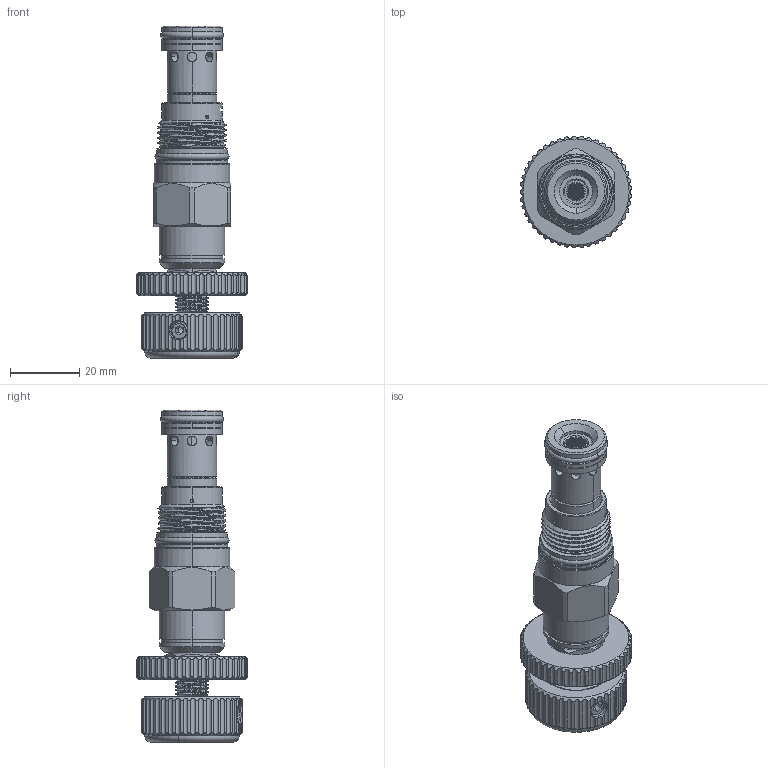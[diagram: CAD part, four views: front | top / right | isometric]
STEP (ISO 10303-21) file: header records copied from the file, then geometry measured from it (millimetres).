
FILE_DESCRIPTION (( 'STEP AP203' ), '1' );
FILE_NAME ('RQ10A20-K.STEP', '2020-03-24T02:05:13', ( '' ), ( '' ), 'SwSTEP 2.0', 'SolidWorks 2018', '' );
FILE_SCHEMA (( 'CONFIG_CONTROL_DESIGN' ));
Products named in the file (1): RQ10A20-K
Bounding box: 32.18 x 32.2 x 95.72 mm (x, y, z)
Volume: 32166.7 mm3; surface area: 14910.9 mm2
Topology: 9 solids, 9 shells, 1311 faces, 3662 edges, 2347 vertices
Faces by surface type: cylinder 851, plane 209, cone 101, torus 82, bspline 60, sphere 8
Entity records: 99977 total; most frequent: CARTESIAN_POINT 68774, ORIENTED_EDGE 7256, DIRECTION 5184, EDGE_CURVE 3628, VERTEX_POINT 2341, AXIS2_PLACEMENT_3D 1962, EDGE_LOOP 1725, B_SPLINE_CURVE_WITH_KNOTS 1476
